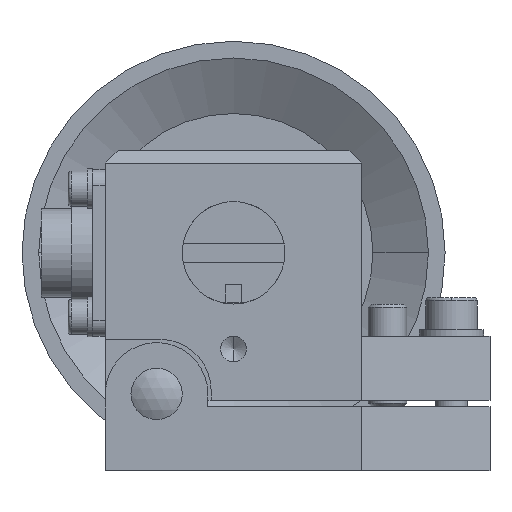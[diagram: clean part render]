
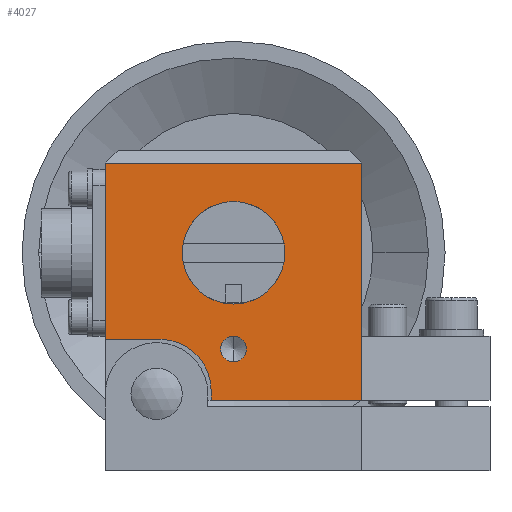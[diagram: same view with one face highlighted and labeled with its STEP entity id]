
A CAD part, left-side view. The second image highlights one B-rep face of the part: STEP entity #4027.
In plain terms, the highlighted planar face has unit normal (-1, 0, 0).
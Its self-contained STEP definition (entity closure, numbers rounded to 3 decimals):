
#2399=CARTESIAN_POINT('',(-16.0,0.0,21.0));
#2400=VERTEX_POINT('',#2399);
#2409=CARTESIAN_POINT('',(-16.0,0.,5.0));
#2410=VERTEX_POINT('',#2409);
#2411=CARTESIAN_POINT('',(-16.0,0.0,13.0));
#2412=DIRECTION('',(1.0,0.0,0.0));
#2413=DIRECTION('',(0.0,0.0,1.0));
#2414=AXIS2_PLACEMENT_3D('',#2411,#2412,#2413);
#2415=CIRCLE('',#2414,8.0);
#2416=EDGE_CURVE('',#2410,#2400,#2415,.T.);
#2907=CARTESIAN_POINT('',(-16.0,0.0,0.0));
#2908=VERTEX_POINT('',#2907);
#2917=CARTESIAN_POINT('',(-16.0,0.,-4.0));
#2918=VERTEX_POINT('',#2917);
#2919=CARTESIAN_POINT('',(-16.0,0.0,-2.0));
#2920=DIRECTION('',(1.0,0.0,0.0));
#2921=DIRECTION('',(0.0,0.0,1.0));
#2922=AXIS2_PLACEMENT_3D('',#2919,#2920,#2921);
#2923=CIRCLE('',#2922,2.0);
#2924=EDGE_CURVE('',#2918,#2908,#2923,.T.);
#3092=CARTESIAN_POINT('',(-16.0,0.0,-2.0));
#3093=DIRECTION('',(1.0,0.0,0.0));
#3094=DIRECTION('',(0.0,0.0,1.0));
#3095=AXIS2_PLACEMENT_3D('',#3092,#3093,#3094);
#3096=CIRCLE('',#3095,2.0);
#3097=EDGE_CURVE('',#2908,#2918,#3096,.T.);
#3117=CARTESIAN_POINT('',(-16.0,-20.0,27.0));
#3118=VERTEX_POINT('',#3117);
#3155=CARTESIAN_POINT('',(-16.0,20.0,27.0));
#3156=VERTEX_POINT('',#3155);
#3163=CARTESIAN_POINT('',(-16.0,20.0,27.0));
#3164=DIRECTION('',(0.0,-1.0,0.0));
#3165=VECTOR('',#3164,40.0);
#3166=LINE('',#3163,#3165);
#3167=EDGE_CURVE('',#3156,#3118,#3166,.T.);
#3310=CARTESIAN_POINT('',(-16.0,-20.0,0.0));
#3311=VERTEX_POINT('',#3310);
#3312=CARTESIAN_POINT('',(-16.0,-20.0,0.0));
#3313=DIRECTION('',(0.0,0.0,1.0));
#3314=VECTOR('',#3313,27.0);
#3315=LINE('',#3312,#3314);
#3316=EDGE_CURVE('',#3311,#3118,#3315,.T.);
#3766=CARTESIAN_POINT('',(-16.0,20.,-0.5));
#3767=VERTEX_POINT('',#3766);
#3774=CARTESIAN_POINT('',(-16.0,20.,-0.5));
#3775=DIRECTION('',(0.0,0.0,1.0));
#3776=VECTOR('',#3775,27.5);
#3777=LINE('',#3774,#3776);
#3778=EDGE_CURVE('',#3767,#3156,#3777,.T.);
#3907=CARTESIAN_POINT('',(-16.0,3.5,-8.5));
#3908=VERTEX_POINT('',#3907);
#3915=CARTESIAN_POINT('',(-16.0,11.5,-0.5));
#3916=VERTEX_POINT('',#3915);
#3917=CARTESIAN_POINT('',(-16.,11.5,-8.5));
#3918=DIRECTION('',(-1.,0.0,0.0));
#3919=DIRECTION('',(0.0,-0.707,0.707));
#3920=AXIS2_PLACEMENT_3D('',#3917,#3918,#3919);
#3921=CIRCLE('',#3920,8.);
#3922=EDGE_CURVE('',#3908,#3916,#3921,.T.);
#3939=CARTESIAN_POINT('',(-16.0,20.,-0.5));
#3940=DIRECTION('',(0.0,-1.0,0.0));
#3941=VECTOR('',#3940,8.5);
#3942=LINE('',#3939,#3941);
#3943=EDGE_CURVE('',#3767,#3916,#3942,.T.);
#3957=CARTESIAN_POINT('',(-16.0,3.5,-10.));
#3958=VERTEX_POINT('',#3957);
#3965=CARTESIAN_POINT('',(-16.0,3.5,-8.5));
#3966=DIRECTION('',(0.0,0.0,-1.0));
#3967=VECTOR('',#3966,1.5);
#3968=LINE('',#3965,#3967);
#3969=EDGE_CURVE('',#3908,#3958,#3968,.T.);
#3986=CARTESIAN_POINT('',(-16.0,-20.0,-20.0));
#3987=DIRECTION('',(-1.0,0.0,0.0));
#3988=DIRECTION('',(0.0,0.0,1.0));
#3989=AXIS2_PLACEMENT_3D('',#3986,#3987,#3988);
#3990=PLANE('',#3989);
#3991=ORIENTED_EDGE('',*,*,#3167,.F.);
#3992=ORIENTED_EDGE('',*,*,#3778,.F.);
#3993=ORIENTED_EDGE('',*,*,#3943,.T.);
#3994=ORIENTED_EDGE('',*,*,#3922,.F.);
#3995=ORIENTED_EDGE('',*,*,#3969,.T.);
#3996=CARTESIAN_POINT('',(-16.0,-20.0,-10.0));
#3997=VERTEX_POINT('',#3996);
#3998=CARTESIAN_POINT('',(-16.0,-20.0,-10.0));
#3999=DIRECTION('',(0.0,1.0,0.0));
#4000=VECTOR('',#3999,23.5);
#4001=LINE('',#3998,#4000);
#4002=EDGE_CURVE('',#3997,#3958,#4001,.T.);
#4003=ORIENTED_EDGE('',*,*,#4002,.F.);
#4004=CARTESIAN_POINT('',(-16.0,-20.0,0.0));
#4005=DIRECTION('',(0.0,0.0,-1.0));
#4006=VECTOR('',#4005,10.0);
#4007=LINE('',#4004,#4006);
#4008=EDGE_CURVE('',#3311,#3997,#4007,.T.);
#4009=ORIENTED_EDGE('',*,*,#4008,.F.);
#4010=ORIENTED_EDGE('',*,*,#3316,.T.);
#4011=EDGE_LOOP('',(#3991,#3992,#3993,#3994,#3995,#4003,#4009,#4010));
#4012=FACE_OUTER_BOUND('',#4011,.T.);
#4013=ORIENTED_EDGE('',*,*,#3097,.T.);
#4014=ORIENTED_EDGE('',*,*,#2924,.T.);
#4015=EDGE_LOOP('',(#4013,#4014));
#4016=FACE_BOUND('',#4015,.T.);
#4017=CARTESIAN_POINT('',(-16.0,0.0,13.0));
#4018=DIRECTION('',(1.0,0.0,0.0));
#4019=DIRECTION('',(0.0,0.0,1.0));
#4020=AXIS2_PLACEMENT_3D('',#4017,#4018,#4019);
#4021=CIRCLE('',#4020,8.0);
#4022=EDGE_CURVE('',#2400,#2410,#4021,.T.);
#4023=ORIENTED_EDGE('',*,*,#4022,.T.);
#4024=ORIENTED_EDGE('',*,*,#2416,.T.);
#4025=EDGE_LOOP('',(#4023,#4024));
#4026=FACE_BOUND('',#4025,.T.);
#4027=ADVANCED_FACE('',(#4012,#4016,#4026),#3990,.T.);
